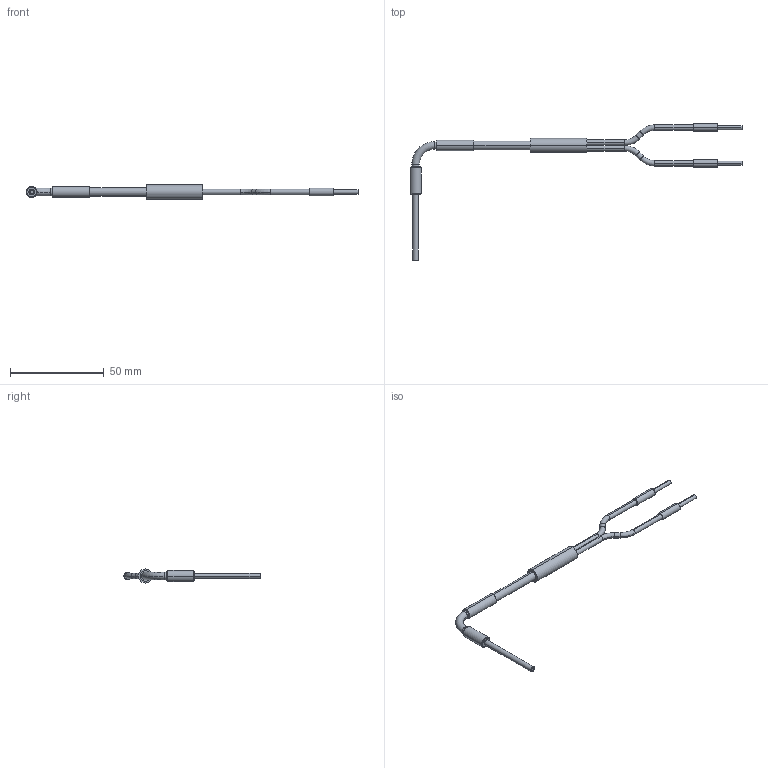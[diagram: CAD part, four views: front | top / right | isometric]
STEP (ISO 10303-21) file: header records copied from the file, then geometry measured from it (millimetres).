
FILE_DESCRIPTION (( 'STEP AP214' ), '1' );
FILE_NAME ('GPF-D015-LP250-2.0.STEP', '2017-11-17T21:48:58', ( '' ), ( '' ), 'SwSTEP 2.0', 'SolidWorks 2018', '' );
FILE_SCHEMA (( 'AUTOMOTIVE_DESIGN' ));
Length unit declared in the file: millimetre
Products named in the file (5): GPF-D015-LP250-2.0_LENS; GPF-D015-LP250-2.0; GPF-D015-LP250-2.0_PIPE; GPF-D015-LP250-2.0_HEAD; GPF-D015-LP250-2.0_GLASS FIBER
Assembly tree (4 placements, depth 2):
  GPF-D015-LP250-2.0
    GPF-D015-LP250-2.0_HEAD
    GPF-D015-LP250-2.0_LENS
    GPF-D015-LP250-2.0_PIPE
    GPF-D015-LP250-2.0_GLASS FIBER
Bounding box: 176.6 x 72.49 x 7.5 mm (x, y, z)
Volume: 4407.7 mm3; surface area: 4121.5 mm2
Topology: 4 solids, 4 shells, 73 faces, 150 edges, 96 vertices
Faces by surface type: cylinder 40, plane 19, torus 10, cone 4
Entity records: 2172 total; most frequent: DIRECTION 416, CARTESIAN_POINT 326, ORIENTED_EDGE 300, AXIS2_PLACEMENT_3D 186, EDGE_CURVE 150, CIRCLE 106, VERTEX_POINT 96, EDGE_LOOP 84
